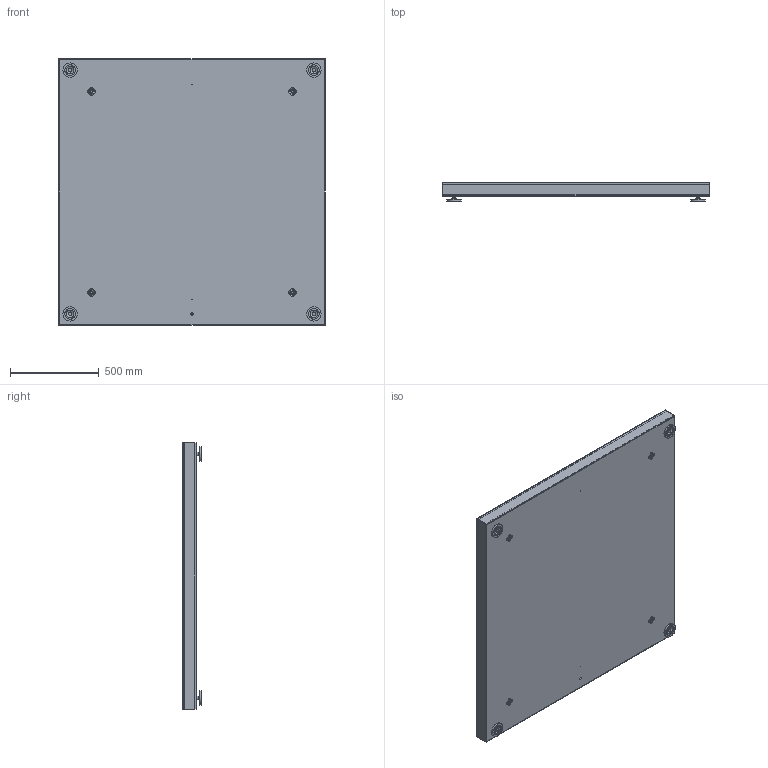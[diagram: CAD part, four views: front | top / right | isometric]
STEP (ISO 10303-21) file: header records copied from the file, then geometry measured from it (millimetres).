
FILE_DESCRIPTION (( 'STEP AP214' ), '1' );
FILE_NAME ('AD-1500x1500x105.STEP', '2023-03-25T03:29:40', ( '' ), ( '' ), 'SwSTEP 2.0', 'SolidWorks 2022', '' );
FILE_SCHEMA (( 'AUTOMOTIVE_DESIGN' ));
Length unit declared in the file: millimetre
Products named in the file (8): AD-1490x1490下板; hexagon nut style 1_ab_jis_JIS B 1181 Hexagon nut - style 1 A M12 - W --N; AD-1500x1500上蓋; M12腳座; AD-1494x1494上板; AD-1500x1500x105; continuous thread hexagon head bolt_a_jis_JIS B 1180 Continuous thread hexagon head bolt A M12 x 45 --N
Assembly tree (10 placements, depth 3):
  AD-1500x1500x105
    AD-1490x1490下板
    AD-1494x1494上板
    M12腳座  x4
      M12腳座
      continuous thread hexagon head bolt_a_jis_JIS B 1180 Continuous thread hexagon head bolt A M12 x 45 --N
      hexagon nut style 1_ab_jis_JIS B 1181 Hexagon nut - style 1 A M12 - W --N
    AD-1500x1500上蓋
Bounding box: 1500 x 105 x 1500 mm (x, y, z)
Volume: 48665865 mm3; surface area: 14492515.3 mm2
Topology: 15 solids, 15 shells, 495 faces, 1164 edges, 692 vertices
Faces by surface type: cylinder 170, plane 161, cone 152, torus 8, sphere 4
Entity records: 8914 total; most frequent: CARTESIAN_POINT 1603, DIRECTION 1574, ORIENTED_EDGE 1372, EDGE_CURVE 686, AXIS2_PLACEMENT_3D 647, VERTEX_POINT 416, CIRCLE 366, EDGE_LOOP 338
